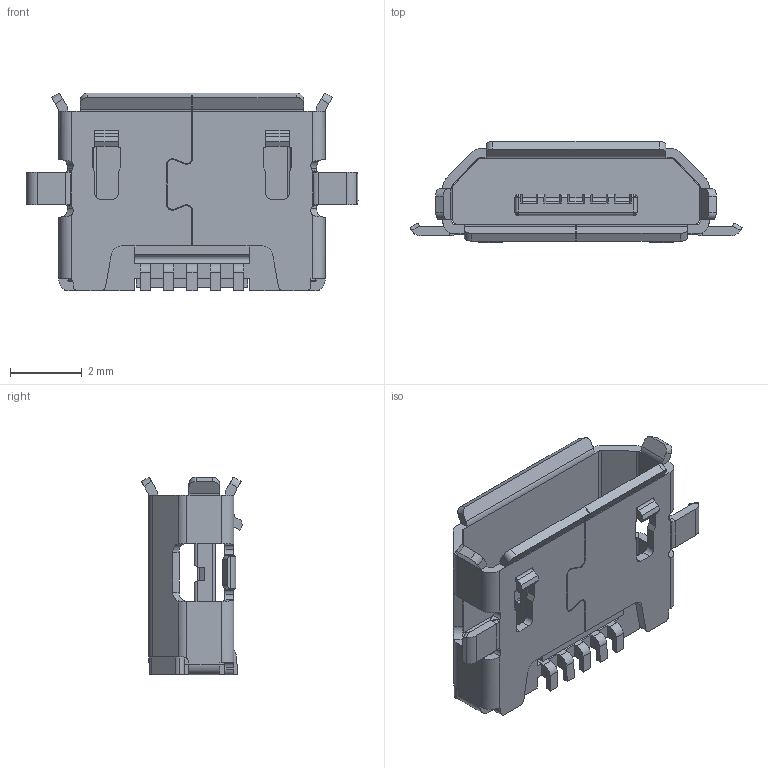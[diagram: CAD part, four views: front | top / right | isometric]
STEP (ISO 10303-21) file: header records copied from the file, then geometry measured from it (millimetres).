
FILE_DESCRIPTION(('STEP AP242'),'1');
FILE_NAME('usb3100-30-a.stp','2023-10-01T13:36:04',('TraceParts'),('TraceParts S.A.'),'Spatial InterOp 3D',' ',' ');
FILE_SCHEMA(('AP242_MANAGED_MODEL_BASED_3D_ENGINEERING_MIM_LF {1 0 10303 442 1 1 4}'));
Length unit declared in the file: millimetre
Products named in the file (1): usb3100-30-a_1
Bounding box: 9.23 x 2.81 x 5.5 mm (x, y, z)
Volume: 40.5 mm3; surface area: 302.8 mm2
Topology: 7 solids, 7 shells, 787 faces, 2238 edges, 1439 vertices
Faces by surface type: plane 534, cylinder 223, bspline 30
Entity records: 26341 total; most frequent: CARTESIAN_POINT 5768, ORIENTED_EDGE 4454, DIRECTION 4057, EDGE_CURVE 2227, LINE 1727, VECTOR 1727, VERTEX_POINT 1439, AXIS2_PLACEMENT_3D 1165
